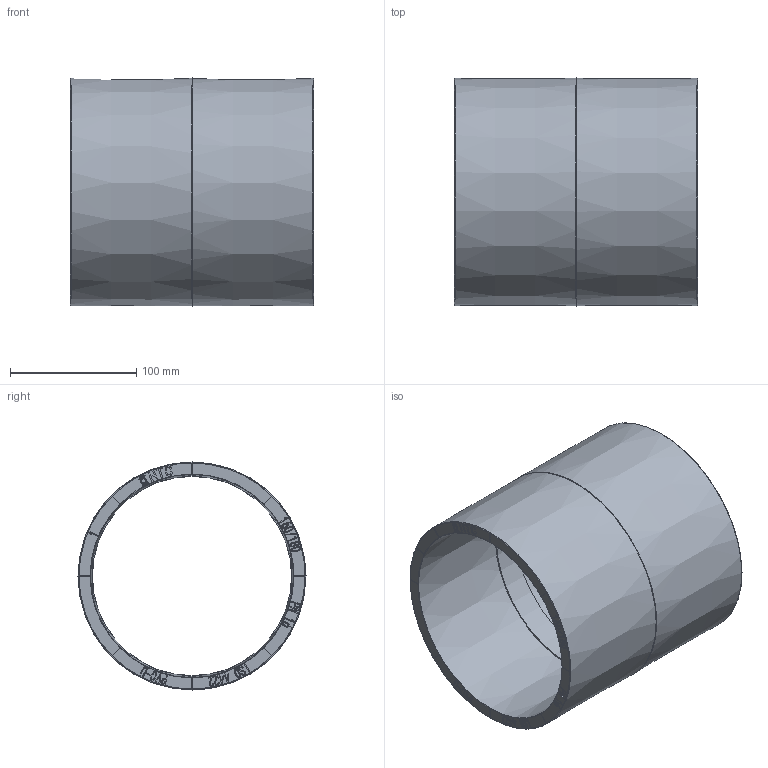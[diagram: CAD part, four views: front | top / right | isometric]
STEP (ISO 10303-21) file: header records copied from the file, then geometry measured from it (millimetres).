
FILE_DESCRIPTION(/* description */ (''),/* implementation_level */ '2;1');
FILE_NAME(/* name */ '160X180套管.stp',/* time_stamp */ '2025-09-22T10:43:26+08:00',/* author */ (''),/* organization */ (''),/* preprocessor_version */ 'ST-DEVELOPER v16.7',/* originating_system */ 'SIEMENS PLM Software NX 12.0',/* authorisation */ '');
FILE_SCHEMA (('AUTOMOTIVE_DESIGN { 1 0 10303 214 3 1 1 1 }'));
Length unit declared in the file: millimetre
Products named in the file (1): Admi1BDCC61Byrzx
Bounding box: 193 x 180.6 x 180.6 mm (x, y, z)
Volume: 1022647 mm3; surface area: 217091.8 mm2
Topology: 1 solids, 1 shells, 1328 faces, 3844 edges, 2526 vertices
Faces by surface type: plane 1252, sphere 32, cylinder 23, extrusion 11, cone 6, torus 4
Full cylindrical faces by diameter (mm): 3.2 x1, 4.8 x1, 157.8 x1
Entity records: 48052 total; most frequent: CARTESIAN_POINT 17940, ORIENTED_EDGE 7592, DIRECTION 4206, EDGE_CURVE 3796, VERTEX_POINT 2523, B_SPLINE_CURVE_WITH_KNOTS 2406, AXIS2_PLACEMENT_3D 1476, EDGE_LOOP 1383
